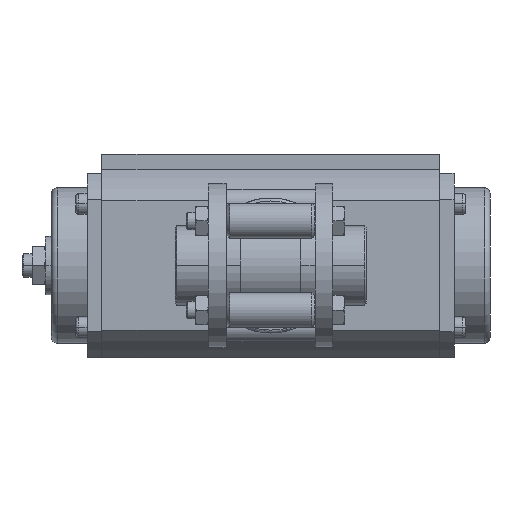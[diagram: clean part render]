
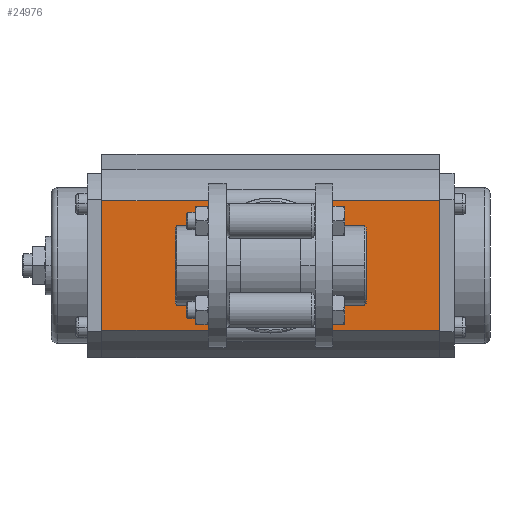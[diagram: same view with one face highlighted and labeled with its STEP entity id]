
A CAD part, front view. The second image highlights one B-rep face of the part: STEP entity #24976.
In plain terms, the highlighted planar face has unit normal (0, -1, 0).
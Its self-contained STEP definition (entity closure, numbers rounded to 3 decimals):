
#23260=DIRECTION('',(1.,0.,0.));
#23261=VECTOR('',#23260,115.);
#23262=CARTESIAN_POINT('',(-57.5,-1.05,-22.));
#23263=LINE('',#23262,#23261);
#23264=DIRECTION('',(0.,0.,-1.));
#23265=VECTOR('',#23264,44.);
#23266=CARTESIAN_POINT('',(-57.5,-1.05,22.));
#23267=LINE('',#23266,#23265);
#23268=DIRECTION('',(-1.,0.,0.));
#23269=VECTOR('',#23268,115.);
#23270=CARTESIAN_POINT('',(57.5,-1.05,22.));
#23271=LINE('',#23270,#23269);
#23272=DIRECTION('',(0.,0.,1.));
#23273=VECTOR('',#23272,44.);
#23274=CARTESIAN_POINT('',(57.5,-1.05,-22.));
#23275=LINE('',#23274,#23273);
#23276=CARTESIAN_POINT('',(14.849,-1.05,-14.849));
#23277=DIRECTION('',(0.,-1.,0.));
#23278=DIRECTION('',(-1.,0.,0.));
#23279=AXIS2_PLACEMENT_3D('',#23276,#23277,#23278);
#23281=CARTESIAN_POINT('',(14.849,-1.05,-14.849));
#23282=DIRECTION('',(0.,-1.,0.));
#23283=DIRECTION('',(1.,0.,0.));
#23284=AXIS2_PLACEMENT_3D('',#23281,#23282,#23283);
#23286=CARTESIAN_POINT('',(14.849,-1.05,14.849));
#23287=DIRECTION('',(0.,-1.,0.));
#23288=DIRECTION('',(-1.,0.,0.));
#23289=AXIS2_PLACEMENT_3D('',#23286,#23287,#23288);
#23291=CARTESIAN_POINT('',(14.849,-1.05,14.849));
#23292=DIRECTION('',(0.,-1.,0.));
#23293=DIRECTION('',(1.,0.,0.));
#23294=AXIS2_PLACEMENT_3D('',#23291,#23292,#23293);
#23296=CARTESIAN_POINT('',(-14.849,-1.05,14.849));
#23297=DIRECTION('',(0.,-1.,0.));
#23298=DIRECTION('',(-1.,0.,0.));
#23299=AXIS2_PLACEMENT_3D('',#23296,#23297,#23298);
#23301=CARTESIAN_POINT('',(-14.849,-1.05,14.849));
#23302=DIRECTION('',(0.,-1.,0.));
#23303=DIRECTION('',(1.,0.,0.));
#23304=AXIS2_PLACEMENT_3D('',#23301,#23302,#23303);
#23306=CARTESIAN_POINT('',(-14.849,-1.05,-14.849));
#23307=DIRECTION('',(0.,-1.,0.));
#23308=DIRECTION('',(-1.,0.,0.));
#23309=AXIS2_PLACEMENT_3D('',#23306,#23307,#23308);
#23311=CARTESIAN_POINT('',(-14.849,-1.05,-14.849));
#23312=DIRECTION('',(0.,-1.,0.));
#23313=DIRECTION('',(1.,0.,0.));
#23314=AXIS2_PLACEMENT_3D('',#23311,#23312,#23313);
#24094=CARTESIAN_POINT('',(0.,-1.05,0.));
#24095=DIRECTION('',(0.,-1.,0.));
#24096=DIRECTION('',(-1.,0.,0.));
#24097=AXIS2_PLACEMENT_3D('',#24094,#24095,#24096);
#24103=CARTESIAN_POINT('',(0.,-1.05,0.));
#24104=DIRECTION('',(0.,-1.,0.));
#24105=DIRECTION('',(1.,0.,0.));
#24106=AXIS2_PLACEMENT_3D('',#24103,#24104,#24105);
#24792=CARTESIAN_POINT('',(-57.5,-1.05,-22.));
#24793=CARTESIAN_POINT('',(57.5,-1.05,-22.));
#24794=VERTEX_POINT('',#24792);
#24795=VERTEX_POINT('',#24793);
#24796=CARTESIAN_POINT('',(57.5,-1.05,22.));
#24797=VERTEX_POINT('',#24796);
#24798=CARTESIAN_POINT('',(-57.5,-1.05,22.));
#24799=VERTEX_POINT('',#24798);
#24806=CARTESIAN_POINT('',(12.749,-1.05,-14.849));
#24807=CARTESIAN_POINT('',(16.949,-1.05,-14.849));
#24808=VERTEX_POINT('',#24806);
#24809=VERTEX_POINT('',#24807);
#24816=CARTESIAN_POINT('',(12.749,-1.05,14.849));
#24817=CARTESIAN_POINT('',(16.949,-1.05,14.849));
#24818=VERTEX_POINT('',#24816);
#24819=VERTEX_POINT('',#24817);
#24826=CARTESIAN_POINT('',(-16.949,-1.05,14.849));
#24827=CARTESIAN_POINT('',(-12.749,-1.05,14.849));
#24828=VERTEX_POINT('',#24826);
#24829=VERTEX_POINT('',#24827);
#24836=CARTESIAN_POINT('',(-16.949,-1.05,-14.849));
#24837=CARTESIAN_POINT('',(-12.749,-1.05,-14.849));
#24838=VERTEX_POINT('',#24836);
#24839=VERTEX_POINT('',#24837);
#24840=CARTESIAN_POINT('',(-15.,-1.05,0.));
#24841=CARTESIAN_POINT('',(15.,-1.05,0.));
#24842=VERTEX_POINT('',#24840);
#24843=VERTEX_POINT('',#24841);
#24933=CARTESIAN_POINT('',(0.,-1.05,0.));
#24934=DIRECTION('',(0.,-1.,0.));
#24935=DIRECTION('',(0.,0.,-1.));
#24936=AXIS2_PLACEMENT_3D('',#24933,#24934,#24935);
#24937=PLANE('',#24936);
#24938=ORIENTED_EDGE('',*,*,#24925,.F.);
#24939=ORIENTED_EDGE('',*,*,#24867,.F.);
#24941=ORIENTED_EDGE('',*,*,#24940,.F.);
#24943=ORIENTED_EDGE('',*,*,#24942,.F.);
#24944=EDGE_LOOP('',(#24938,#24939,#24941,#24943));
#24945=FACE_OUTER_BOUND('',#24944,.F.);
#24947=ORIENTED_EDGE('',*,*,#24946,.T.);
#24949=ORIENTED_EDGE('',*,*,#24948,.T.);
#24950=EDGE_LOOP('',(#24947,#24949));
#24951=FACE_BOUND('',#24950,.F.);
#24953=ORIENTED_EDGE('',*,*,#24952,.T.);
#24955=ORIENTED_EDGE('',*,*,#24954,.T.);
#24956=EDGE_LOOP('',(#24953,#24955));
#24957=FACE_BOUND('',#24956,.F.);
#24959=ORIENTED_EDGE('',*,*,#24958,.T.);
#24961=ORIENTED_EDGE('',*,*,#24960,.T.);
#24962=EDGE_LOOP('',(#24959,#24961));
#24963=FACE_BOUND('',#24962,.F.);
#24965=ORIENTED_EDGE('',*,*,#24964,.T.);
#24967=ORIENTED_EDGE('',*,*,#24966,.T.);
#24968=EDGE_LOOP('',(#24965,#24967));
#24969=FACE_BOUND('',#24968,.F.);
#24971=ORIENTED_EDGE('',*,*,#24970,.T.);
#24973=ORIENTED_EDGE('',*,*,#24972,.T.);
#24974=EDGE_LOOP('',(#24971,#24973));
#24975=FACE_BOUND('',#24974,.F.);
#24976=ADVANCED_FACE('',(#24945,#24951,#24957,#24963,#24969,#24975),#24937,.T.);
#23280=CIRCLE('',#23279,2.1);
#23285=CIRCLE('',#23284,2.1);
#23290=CIRCLE('',#23289,2.1);
#23295=CIRCLE('',#23294,2.1);
#23300=CIRCLE('',#23299,2.1);
#23305=CIRCLE('',#23304,2.1);
#23310=CIRCLE('',#23309,2.1);
#23315=CIRCLE('',#23314,2.1);
#24098=CIRCLE('',#24097,15.);
#24107=CIRCLE('',#24106,15.);
#24867=EDGE_CURVE('',#24799,#24794,#23267,.T.);
#24925=EDGE_CURVE('',#24794,#24795,#23263,.T.);
#24940=EDGE_CURVE('',#24797,#24799,#23271,.T.);
#24942=EDGE_CURVE('',#24795,#24797,#23275,.T.);
#24946=EDGE_CURVE('',#24842,#24843,#24098,.T.);
#24948=EDGE_CURVE('',#24843,#24842,#24107,.T.);
#24952=EDGE_CURVE('',#24808,#24809,#23280,.T.);
#24954=EDGE_CURVE('',#24809,#24808,#23285,.T.);
#24958=EDGE_CURVE('',#24818,#24819,#23290,.T.);
#24960=EDGE_CURVE('',#24819,#24818,#23295,.T.);
#24964=EDGE_CURVE('',#24828,#24829,#23300,.T.);
#24966=EDGE_CURVE('',#24829,#24828,#23305,.T.);
#24970=EDGE_CURVE('',#24838,#24839,#23310,.T.);
#24972=EDGE_CURVE('',#24839,#24838,#23315,.T.);
